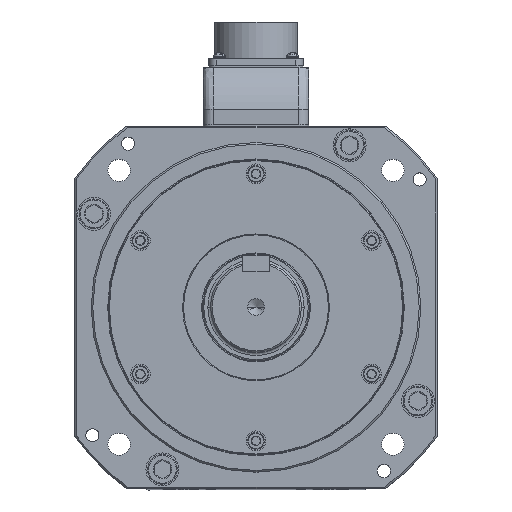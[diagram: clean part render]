
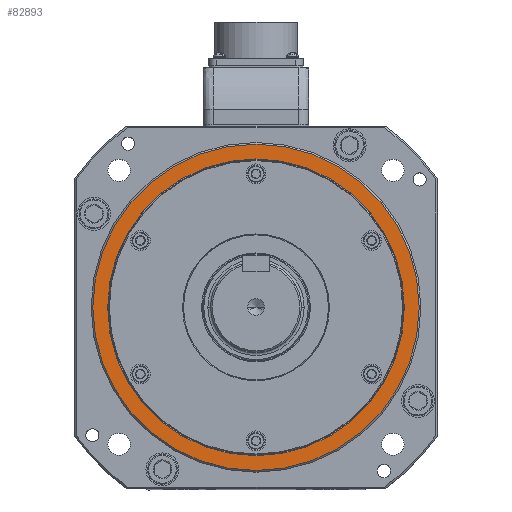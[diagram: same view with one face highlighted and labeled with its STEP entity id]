
A CAD part, top view. The second image highlights one B-rep face of the part: STEP entity #82893.
In plain terms, the highlighted planar face has unit normal (0, 0, 1).
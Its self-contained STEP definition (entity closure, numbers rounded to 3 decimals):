
#999 = AXIS2_PLACEMENT_3D ( 'NONE', #120493, #120548, #120475 ) ;
#7105 = CARTESIAN_POINT ( 'NONE',  ( 0., 0., 39. ) ) ;
#7125 = DIRECTION ( 'NONE',  ( 0., 0., 1. ) ) ;
#7126 = DIRECTION ( 'NONE',  ( 1., 0., 0. ) ) ;
#26617 = EDGE_CURVE ( 'NONE', #125377, #125317, #38411, .T. ) ;
#27094 = EDGE_CURVE ( 'NONE', #125203, #125206, #39031, .T. ) ;
#27122 = EDGE_CURVE ( 'NONE', #125317, #125377, #39093, .T. ) ;
#28330 = EDGE_CURVE ( 'NONE', #125206, #125203, #76282, .T. ) ;
#30920 = DIRECTION ( 'NONE',  ( 1., 0., 0. ) ) ;
#30924 = DIRECTION ( 'NONE',  ( 0., 0., 1. ) ) ;
#30957 = CARTESIAN_POINT ( 'NONE',  ( 0., 0., 39. ) ) ;
#38411 = CIRCLE ( 'NONE', #38414, 90. ) ;
#38414 = AXIS2_PLACEMENT_3D ( 'NONE', #30957, #30924, #30920 ) ;
#39031 = CIRCLE ( 'NONE', #39042, 99. ) ;
#39042 = AXIS2_PLACEMENT_3D ( 'NONE', #104720, #104790, #104804 ) ;
#39070 = AXIS2_PLACEMENT_3D ( 'NONE', #104943, #104946, #104948 ) ;
#39093 = CIRCLE ( 'NONE', #39070, 90. ) ;
#48110 = EDGE_LOOP ( 'NONE', ( #110079, #110260 ) ) ;
#48115 = EDGE_LOOP ( 'NONE', ( #110143, #109907 ) ) ;
#76282 = CIRCLE ( 'NONE', #76283, 99. ) ;
#76283 = AXIS2_PLACEMENT_3D ( 'NONE', #7105, #7125, #7126 ) ;
#82893 = ADVANCED_FACE ( 'NONE', ( #120441, #120423 ), #120401, .T. ) ;
#104720 = CARTESIAN_POINT ( 'NONE',  ( 0., 0., 39. ) ) ;
#104790 = DIRECTION ( 'NONE',  ( 0., 0., 1. ) ) ;
#104804 = DIRECTION ( 'NONE',  ( 1., 0., 0. ) ) ;
#104943 = CARTESIAN_POINT ( 'NONE',  ( 0., 0., 39. ) ) ;
#104946 = DIRECTION ( 'NONE',  ( 0., 0., 1. ) ) ;
#104948 = DIRECTION ( 'NONE',  ( 1., 0., 0. ) ) ;
#106513 = CARTESIAN_POINT ( 'NONE',  ( -99., 0., 39. ) ) ;
#106528 = CARTESIAN_POINT ( 'NONE',  ( 99., 0., 39. ) ) ;
#106583 = CARTESIAN_POINT ( 'NONE',  ( 90., 0., 39. ) ) ;
#106599 = CARTESIAN_POINT ( 'NONE',  ( -90., 0., 39. ) ) ;
#109907 = ORIENTED_EDGE ( 'NONE', *, *, #28330, .T. ) ;
#110079 = ORIENTED_EDGE ( 'NONE', *, *, #27122, .F. ) ;
#110143 = ORIENTED_EDGE ( 'NONE', *, *, #27094, .T. ) ;
#110260 = ORIENTED_EDGE ( 'NONE', *, *, #26617, .F. ) ;
#120401 = PLANE ( 'NONE',  #999 ) ;
#120423 = FACE_BOUND ( 'NONE', #48110, .T. ) ;
#120441 = FACE_OUTER_BOUND ( 'NONE', #48115, .T. ) ;
#120475 = DIRECTION ( 'NONE',  ( 1., 0., 0. ) ) ;
#120493 = CARTESIAN_POINT ( 'NONE',  ( 0., 0., 39. ) ) ;
#120548 = DIRECTION ( 'NONE',  ( 0., 0., 1. ) ) ;
#125203 = VERTEX_POINT ( 'NONE', #106513 ) ;
#125206 = VERTEX_POINT ( 'NONE', #106528 ) ;
#125317 = VERTEX_POINT ( 'NONE', #106583 ) ;
#125377 = VERTEX_POINT ( 'NONE', #106599 ) ;
